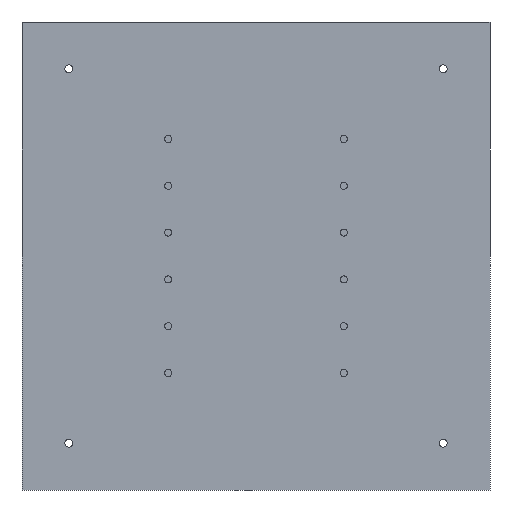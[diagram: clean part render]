
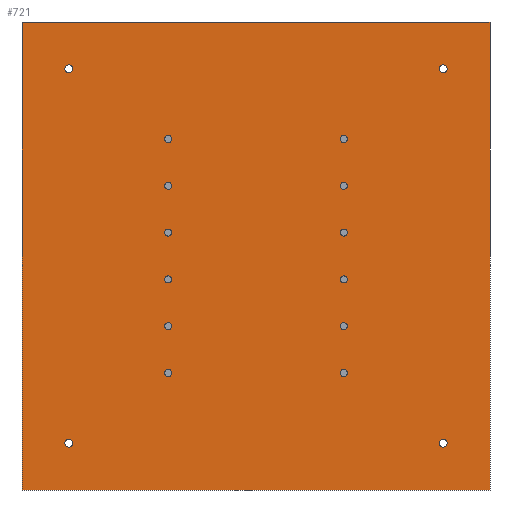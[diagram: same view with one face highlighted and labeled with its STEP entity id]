
A CAD part, front view. The second image highlights one B-rep face of the part: STEP entity #721.
In plain terms, the highlighted planar face has unit normal (0, -1, 0).
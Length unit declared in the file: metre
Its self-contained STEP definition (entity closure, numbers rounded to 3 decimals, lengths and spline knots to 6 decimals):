
#19=LINE('',#1334,#31);
#22=LINE('',#1340,#34);
#25=LINE('',#1346,#37);
#28=LINE('',#1412,#40);
#31=VECTOR('',#1092,1.);
#34=VECTOR('',#1097,1.);
#37=VECTOR('',#1102,1.);
#40=VECTOR('',#1179,1.);
#85=PLANE('',#970);
#182=ORIENTED_EDGE('',*,*,#286,.T.);
#183=ORIENTED_EDGE('',*,*,#287,.T.);
#184=ORIENTED_EDGE('',*,*,#288,.T.);
#185=ORIENTED_EDGE('',*,*,#289,.T.);
#186=ORIENTED_EDGE('',*,*,#257,.F.);
#187=ORIENTED_EDGE('',*,*,#259,.F.);
#188=ORIENTED_EDGE('',*,*,#261,.F.);
#189=ORIENTED_EDGE('',*,*,#263,.F.);
#190=ORIENTED_EDGE('',*,*,#265,.F.);
#191=ORIENTED_EDGE('',*,*,#267,.F.);
#192=ORIENTED_EDGE('',*,*,#269,.F.);
#193=ORIENTED_EDGE('',*,*,#271,.F.);
#194=ORIENTED_EDGE('',*,*,#273,.F.);
#195=ORIENTED_EDGE('',*,*,#275,.F.);
#196=ORIENTED_EDGE('',*,*,#277,.F.);
#197=ORIENTED_EDGE('',*,*,#279,.F.);
#198=ORIENTED_EDGE('',*,*,#253,.F.);
#199=ORIENTED_EDGE('',*,*,#250,.T.);
#200=ORIENTED_EDGE('',*,*,#247,.T.);
#201=ORIENTED_EDGE('',*,*,#280,.F.);
#247=EDGE_CURVE('',#316,#314,#19,.T.);
#250=EDGE_CURVE('',#318,#316,#22,.T.);
#253=EDGE_CURVE('',#318,#320,#25,.T.);
#257=EDGE_CURVE('',#323,#323,#379,.T.);
#259=EDGE_CURVE('',#325,#325,#381,.T.);
#261=EDGE_CURVE('',#327,#327,#383,.T.);
#263=EDGE_CURVE('',#329,#329,#385,.T.);
#265=EDGE_CURVE('',#331,#331,#387,.T.);
#267=EDGE_CURVE('',#333,#333,#389,.T.);
#269=EDGE_CURVE('',#335,#335,#391,.T.);
#271=EDGE_CURVE('',#337,#337,#393,.T.);
#273=EDGE_CURVE('',#339,#339,#395,.T.);
#275=EDGE_CURVE('',#341,#341,#397,.T.);
#277=EDGE_CURVE('',#343,#343,#399,.T.);
#279=EDGE_CURVE('',#345,#345,#401,.T.);
#280=EDGE_CURVE('',#320,#314,#28,.T.);
#286=EDGE_CURVE('',#350,#350,#406,.T.);
#287=EDGE_CURVE('',#351,#351,#407,.T.);
#288=EDGE_CURVE('',#352,#352,#408,.T.);
#289=EDGE_CURVE('',#353,#353,#409,.T.);
#314=VERTEX_POINT('',#1332);
#316=VERTEX_POINT('',#1335);
#318=VERTEX_POINT('',#1341);
#320=VERTEX_POINT('',#1347);
#323=VERTEX_POINT('',#1355);
#325=VERTEX_POINT('',#1360);
#327=VERTEX_POINT('',#1365);
#329=VERTEX_POINT('',#1370);
#331=VERTEX_POINT('',#1375);
#333=VERTEX_POINT('',#1380);
#335=VERTEX_POINT('',#1385);
#337=VERTEX_POINT('',#1390);
#339=VERTEX_POINT('',#1395);
#341=VERTEX_POINT('',#1400);
#343=VERTEX_POINT('',#1405);
#345=VERTEX_POINT('',#1410);
#350=VERTEX_POINT('',#1425);
#351=VERTEX_POINT('',#1427);
#352=VERTEX_POINT('',#1429);
#353=VERTEX_POINT('',#1431);
#379=CIRCLE('',#930,0.003);
#381=CIRCLE('',#933,0.003);
#383=CIRCLE('',#936,0.003);
#385=CIRCLE('',#939,0.003);
#387=CIRCLE('',#942,0.003);
#389=CIRCLE('',#945,0.003);
#391=CIRCLE('',#948,0.003);
#393=CIRCLE('',#951,0.003);
#395=CIRCLE('',#954,0.003);
#397=CIRCLE('',#957,0.003);
#399=CIRCLE('',#960,0.003);
#401=CIRCLE('',#963,0.003);
#406=CIRCLE('',#971,0.0034);
#407=CIRCLE('',#972,0.0034);
#408=CIRCLE('',#973,0.0034);
#409=CIRCLE('',#974,0.0034);
#491=EDGE_LOOP('',(#182));
#492=EDGE_LOOP('',(#183));
#493=EDGE_LOOP('',(#184));
#494=EDGE_LOOP('',(#185));
#495=EDGE_LOOP('',(#186));
#496=EDGE_LOOP('',(#187));
#497=EDGE_LOOP('',(#188));
#498=EDGE_LOOP('',(#189));
#499=EDGE_LOOP('',(#190));
#500=EDGE_LOOP('',(#191));
#501=EDGE_LOOP('',(#192));
#502=EDGE_LOOP('',(#193));
#503=EDGE_LOOP('',(#194));
#504=EDGE_LOOP('',(#195));
#505=EDGE_LOOP('',(#196));
#506=EDGE_LOOP('',(#197));
#507=EDGE_LOOP('',(#198,#199,#200,#201));
#609=FACE_BOUND('',#491,.T.);
#610=FACE_BOUND('',#492,.T.);
#611=FACE_BOUND('',#493,.T.);
#612=FACE_BOUND('',#494,.T.);
#613=FACE_BOUND('',#495,.T.);
#614=FACE_BOUND('',#496,.T.);
#615=FACE_BOUND('',#497,.T.);
#616=FACE_BOUND('',#498,.T.);
#617=FACE_BOUND('',#499,.T.);
#618=FACE_BOUND('',#500,.T.);
#619=FACE_BOUND('',#501,.T.);
#620=FACE_BOUND('',#502,.T.);
#621=FACE_BOUND('',#503,.T.);
#622=FACE_BOUND('',#504,.T.);
#623=FACE_BOUND('',#505,.T.);
#624=FACE_BOUND('',#506,.T.);
#625=FACE_BOUND('',#507,.T.);
#721=ADVANCED_FACE('',(#609,#610,#611,#612,#613,#614,#615,#616,#617,#618,
#619,#620,#621,#622,#623,#624,#625),#85,.T.);
#930=AXIS2_PLACEMENT_3D('',#1354,#1109,#1110);
#933=AXIS2_PLACEMENT_3D('',#1359,#1115,#1116);
#936=AXIS2_PLACEMENT_3D('',#1364,#1121,#1122);
#939=AXIS2_PLACEMENT_3D('',#1369,#1127,#1128);
#942=AXIS2_PLACEMENT_3D('',#1374,#1133,#1134);
#945=AXIS2_PLACEMENT_3D('',#1379,#1139,#1140);
#948=AXIS2_PLACEMENT_3D('',#1384,#1145,#1146);
#951=AXIS2_PLACEMENT_3D('',#1389,#1151,#1152);
#954=AXIS2_PLACEMENT_3D('',#1394,#1157,#1158);
#957=AXIS2_PLACEMENT_3D('',#1399,#1163,#1164);
#960=AXIS2_PLACEMENT_3D('',#1404,#1169,#1170);
#963=AXIS2_PLACEMENT_3D('',#1409,#1175,#1176);
#970=AXIS2_PLACEMENT_3D('',#1423,#1191,#1192);
#971=AXIS2_PLACEMENT_3D('',#1424,#1193,#1194);
#972=AXIS2_PLACEMENT_3D('',#1426,#1195,#1196);
#973=AXIS2_PLACEMENT_3D('',#1428,#1197,#1198);
#974=AXIS2_PLACEMENT_3D('',#1430,#1199,#1200);
#1092=DIRECTION('',(-1.,0.,0.));
#1097=DIRECTION('',(0.,0.,1.));
#1102=DIRECTION('',(-1.,0.,0.));
#1109=DIRECTION('',(0.,-1.,0.));
#1110=DIRECTION('',(0.,0.,-1.));
#1115=DIRECTION('',(0.,-1.,0.));
#1116=DIRECTION('',(0.,0.,-1.));
#1121=DIRECTION('',(0.,-1.,0.));
#1122=DIRECTION('',(0.,0.,-1.));
#1127=DIRECTION('',(0.,-1.,0.));
#1128=DIRECTION('',(0.,0.,-1.));
#1133=DIRECTION('',(0.,-1.,0.));
#1134=DIRECTION('',(0.,0.,-1.));
#1139=DIRECTION('',(0.,-1.,0.));
#1140=DIRECTION('',(0.,0.,-1.));
#1145=DIRECTION('',(0.,-1.,0.));
#1146=DIRECTION('',(0.,0.,-1.));
#1151=DIRECTION('',(0.,-1.,0.));
#1152=DIRECTION('',(0.,0.,-1.));
#1157=DIRECTION('',(0.,-1.,0.));
#1158=DIRECTION('',(0.,0.,-1.));
#1163=DIRECTION('',(0.,-1.,0.));
#1164=DIRECTION('',(0.,0.,-1.));
#1169=DIRECTION('',(0.,-1.,0.));
#1170=DIRECTION('',(0.,0.,-1.));
#1175=DIRECTION('',(0.,-1.,0.));
#1176=DIRECTION('',(0.,0.,-1.));
#1179=DIRECTION('',(0.,0.,1.));
#1191=DIRECTION('',(0.,-1.,0.));
#1192=DIRECTION('',(1.,0.,0.));
#1193=DIRECTION('',(0.,1.,0.));
#1194=DIRECTION('',(0.,0.,1.));
#1195=DIRECTION('',(0.,1.,0.));
#1196=DIRECTION('',(0.,0.,1.));
#1197=DIRECTION('',(0.,1.,0.));
#1198=DIRECTION('',(0.,0.,1.));
#1199=DIRECTION('',(0.,1.,0.));
#1200=DIRECTION('',(0.,0.,1.));
#1332=CARTESIAN_POINT('',(0.,-0.005,0.4));
#1334=CARTESIAN_POINT('',(0.2,-0.005,0.4));
#1335=CARTESIAN_POINT('',(0.4,-0.005,0.4));
#1340=CARTESIAN_POINT('',(0.4,-0.005,0.2));
#1341=CARTESIAN_POINT('',(0.4,-0.005,0.));
#1346=CARTESIAN_POINT('',(0.2,-0.005,0.));
#1347=CARTESIAN_POINT('',(0.,-0.005,0.));
#1354=CARTESIAN_POINT('',(0.275,-0.005,0.1));
#1355=CARTESIAN_POINT('',(0.275,-0.005,0.097));
#1359=CARTESIAN_POINT('',(0.125,-0.005,0.1));
#1360=CARTESIAN_POINT('',(0.125,-0.005,0.097));
#1364=CARTESIAN_POINT('',(0.275,-0.005,0.14));
#1365=CARTESIAN_POINT('',(0.275,-0.005,0.137));
#1369=CARTESIAN_POINT('',(0.125,-0.005,0.14));
#1370=CARTESIAN_POINT('',(0.125,-0.005,0.137));
#1374=CARTESIAN_POINT('',(0.275,-0.005,0.18));
#1375=CARTESIAN_POINT('',(0.275,-0.005,0.177));
#1379=CARTESIAN_POINT('',(0.125,-0.005,0.18));
#1380=CARTESIAN_POINT('',(0.125,-0.005,0.177));
#1384=CARTESIAN_POINT('',(0.275,-0.005,0.22));
#1385=CARTESIAN_POINT('',(0.275,-0.005,0.217));
#1389=CARTESIAN_POINT('',(0.125,-0.005,0.22));
#1390=CARTESIAN_POINT('',(0.125,-0.005,0.217));
#1394=CARTESIAN_POINT('',(0.275,-0.005,0.26));
#1395=CARTESIAN_POINT('',(0.275,-0.005,0.257));
#1399=CARTESIAN_POINT('',(0.125,-0.005,0.26));
#1400=CARTESIAN_POINT('',(0.125,-0.005,0.257));
#1404=CARTESIAN_POINT('',(0.275,-0.005,0.3));
#1405=CARTESIAN_POINT('',(0.275,-0.005,0.297));
#1409=CARTESIAN_POINT('',(0.125,-0.005,0.3));
#1410=CARTESIAN_POINT('',(0.125,-0.005,0.297));
#1412=CARTESIAN_POINT('',(0.,-0.005,0.2));
#1423=CARTESIAN_POINT('',(0.2,-0.005,0.2));
#1424=CARTESIAN_POINT('',(0.36,-0.005,0.36));
#1425=CARTESIAN_POINT('',(0.36,-0.005,0.3634));
#1426=CARTESIAN_POINT('',(0.36,-0.005,0.04));
#1427=CARTESIAN_POINT('',(0.36,-0.005,0.0434));
#1428=CARTESIAN_POINT('',(0.04,-0.005,0.04));
#1429=CARTESIAN_POINT('',(0.04,-0.005,0.0434));
#1430=CARTESIAN_POINT('',(0.04,-0.005,0.36));
#1431=CARTESIAN_POINT('',(0.04,-0.005,0.3634));
